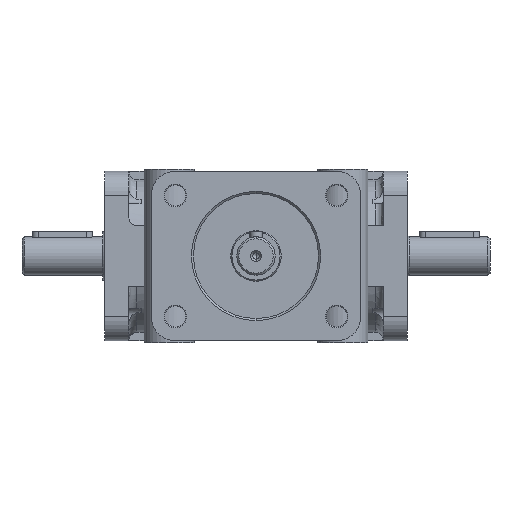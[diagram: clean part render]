
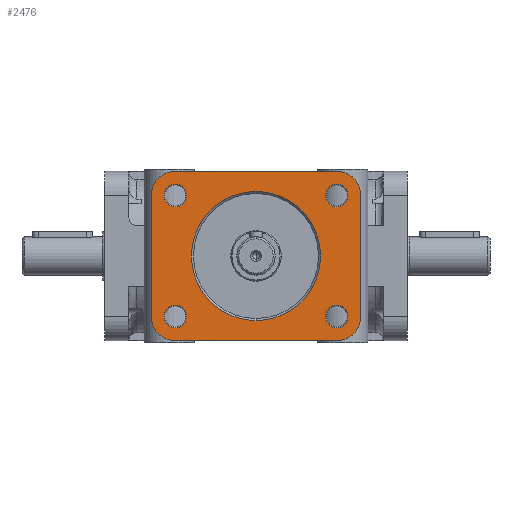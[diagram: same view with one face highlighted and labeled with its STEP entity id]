
A CAD part, front view. The second image highlights one B-rep face of the part: STEP entity #2476.
In plain terms, the highlighted planar face has unit normal (0, -1, 0).
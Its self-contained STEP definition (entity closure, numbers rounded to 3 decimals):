
#2476=ADVANCED_FACE('',(#5426,#5427,#5428,#5429,#5430,#5431),#5432,.T.);
#5426=FACE_OUTER_BOUND('',#9075,.T.);
#5427=FACE_BOUND('',#9076,.T.);
#5428=FACE_BOUND('',#9077,.T.);
#5429=FACE_BOUND('',#9078,.T.);
#5430=FACE_BOUND('',#9079,.T.);
#5431=FACE_BOUND('',#9080,.T.);
#5432=PLANE('',#9081);
#9075=EDGE_LOOP('',(#20291,#20292,#20293,#20294,#20295,#20296,#20297,#20298));
#9076=EDGE_LOOP('',(#20299,#20300));
#9077=EDGE_LOOP('',(#20301,#20302));
#9078=EDGE_LOOP('',(#20303,#20304));
#9079=EDGE_LOOP('',(#20305,#20306));
#9080=EDGE_LOOP('',(#20307,#20308));
#9081=AXIS2_PLACEMENT_3D('',#20309,#20310,#20311);
#20291=ORIENTED_EDGE('',*,*,#30100,.T.);
#20292=ORIENTED_EDGE('',*,*,#28444,.T.);
#20293=ORIENTED_EDGE('',*,*,#30101,.T.);
#20294=ORIENTED_EDGE('',*,*,#30102,.T.);
#20295=ORIENTED_EDGE('',*,*,#29699,.T.);
#20296=ORIENTED_EDGE('',*,*,#28570,.T.);
#20297=ORIENTED_EDGE('',*,*,#27137,.T.);
#20298=ORIENTED_EDGE('',*,*,#28563,.T.);
#20299=ORIENTED_EDGE('',*,*,#29149,.T.);
#20300=ORIENTED_EDGE('',*,*,#29111,.T.);
#20301=ORIENTED_EDGE('',*,*,#30103,.T.);
#20302=ORIENTED_EDGE('',*,*,#26859,.T.);
#20303=ORIENTED_EDGE('',*,*,#29016,.T.);
#20304=ORIENTED_EDGE('',*,*,#29229,.T.);
#20305=ORIENTED_EDGE('',*,*,#29168,.T.);
#20306=ORIENTED_EDGE('',*,*,#30104,.T.);
#20307=ORIENTED_EDGE('',*,*,#30105,.T.);
#20308=ORIENTED_EDGE('',*,*,#30106,.T.);
#20309=CARTESIAN_POINT('',(-40.0,-140.0,-30.0));
#20310=DIRECTION('',(0.0,-1.0,0.0));
#20311=DIRECTION('',(0.0,0.0,-1.0));
#26859=EDGE_CURVE('',#31025,#31022,#31026,.F.);
#27137=EDGE_CURVE('',#31548,#31546,#31549,.T.);
#28444=EDGE_CURVE('',#33756,#33754,#33757,.T.);
#28563=EDGE_CURVE('',#31546,#33942,#33944,.T.);
#28570=EDGE_CURVE('',#33955,#31548,#33956,.T.);
#29016=EDGE_CURVE('',#34618,#34621,#34623,.F.);
#29111=EDGE_CURVE('',#34762,#34760,#34763,.F.);
#29149=EDGE_CURVE('',#34760,#34762,#34814,.F.);
#29168=EDGE_CURVE('',#34836,#34838,#34840,.F.);
#29229=EDGE_CURVE('',#34621,#34618,#34926,.F.);
#29699=EDGE_CURVE('',#35595,#33955,#35596,.T.);
#30100=EDGE_CURVE('',#33942,#33756,#36137,.T.);
#30101=EDGE_CURVE('',#33754,#36138,#36139,.T.);
#30102=EDGE_CURVE('',#36138,#35595,#36140,.T.);
#30103=EDGE_CURVE('',#31022,#31025,#36141,.F.);
#30104=EDGE_CURVE('',#34838,#34836,#36142,.F.);
#30105=EDGE_CURVE('',#36143,#36144,#36145,.F.);
#30106=EDGE_CURVE('',#36144,#36143,#36146,.F.);
#31022=VERTEX_POINT('',#37292);
#31025=VERTEX_POINT('',#37296);
#31026=CIRCLE('',#37297,5.55);
#31546=VERTEX_POINT('',#39263);
#31548=VERTEX_POINT('',#39266);
#31549=LINE('',#39267,#39268);
#33754=VERTEX_POINT('',#47522);
#33756=VERTEX_POINT('',#47525);
#33757=CIRCLE('',#47526,12.0);
#33942=VERTEX_POINT('',#48082);
#33944=CIRCLE('',#48085,12.0);
#33955=VERTEX_POINT('',#48100);
#33956=CIRCLE('',#48101,12.0);
#34618=VERTEX_POINT('',#50440);
#34621=VERTEX_POINT('',#50444);
#34623=CIRCLE('',#50447,5.55);
#34760=VERTEX_POINT('',#50802);
#34762=VERTEX_POINT('',#50805);
#34763=CIRCLE('',#50806,32.0);
#34814=CIRCLE('',#50941,32.0);
#34836=VERTEX_POINT('',#51005);
#34838=VERTEX_POINT('',#51008);
#34840=CIRCLE('',#51011,5.55);
#34926=CIRCLE('',#51554,5.55);
#35595=VERTEX_POINT('',#53690);
#35596=LINE('',#53691,#53692);
#36137=LINE('',#56592,#56593);
#36138=VERTEX_POINT('',#56594);
#36139=LINE('',#56595,#56596);
#36140=CIRCLE('',#56597,12.0);
#36141=CIRCLE('',#56598,5.55);
#36142=CIRCLE('',#56599,5.55);
#36143=VERTEX_POINT('',#56600);
#36144=VERTEX_POINT('',#56601);
#36145=CIRCLE('',#56602,5.55);
#36146=CIRCLE('',#56603,5.55);
#37292=CARTESIAN_POINT('',(-40.0,-140.0,24.45));
#37296=CARTESIAN_POINT('',(-40.0,-140.0,35.55));
#37297=AXIS2_PLACEMENT_3D('',#60298,#60299,#60300);
#39263=CARTESIAN_POINT('',(-40.0,-140.0,42.0));
#39266=CARTESIAN_POINT('',(40.0,-140.0,42.0));
#39267=CARTESIAN_POINT('',(40.0,-140.0,42.0));
#39268=VECTOR('',#60521,1000.0);
#47522=CARTESIAN_POINT('',(-40.0,-140.0,-42.0));
#47525=CARTESIAN_POINT('',(-52.0,-140.0,-30.0));
#47526=AXIS2_PLACEMENT_3D('',#61456,#61457,#61458);
#48082=CARTESIAN_POINT('',(-52.0,-140.0,30.0));
#48085=AXIS2_PLACEMENT_3D('',#61552,#61553,#61554);
#48100=CARTESIAN_POINT('',(52.0,-140.0,30.0));
#48101=AXIS2_PLACEMENT_3D('',#61559,#61560,#61561);
#50440=CARTESIAN_POINT('',(40.0,-140.0,24.45));
#50444=CARTESIAN_POINT('',(40.0,-140.0,35.55));
#50447=AXIS2_PLACEMENT_3D('',#61946,#61947,#61948);
#50802=CARTESIAN_POINT('',(0.0,-140.0,-32.0));
#50805=CARTESIAN_POINT('',(0.,-140.0,32.0));
#50806=AXIS2_PLACEMENT_3D('',#62021,#62022,#62023);
#50941=AXIS2_PLACEMENT_3D('',#62055,#62056,#62057);
#51005=CARTESIAN_POINT('',(40.0,-140.0,-35.55));
#51008=CARTESIAN_POINT('',(40.0,-140.0,-24.45));
#51011=AXIS2_PLACEMENT_3D('',#62067,#62068,#62069);
#51554=AXIS2_PLACEMENT_3D('',#62114,#62115,#62116);
#53690=CARTESIAN_POINT('',(52.0,-140.0,-30.0));
#53691=CARTESIAN_POINT('',(52.0,-140.0,-30.0));
#53692=VECTOR('',#62479,1000.0);
#56592=CARTESIAN_POINT('',(-52.0,-140.0,30.0));
#56593=VECTOR('',#62747,1000.0);
#56594=CARTESIAN_POINT('',(40.0,-140.0,-42.0));
#56595=CARTESIAN_POINT('',(-40.0,-140.0,-42.0));
#56596=VECTOR('',#62748,1000.0);
#56597=AXIS2_PLACEMENT_3D('',#62749,#62750,#62751);
#56598=AXIS2_PLACEMENT_3D('',#62752,#62753,#62754);
#56599=AXIS2_PLACEMENT_3D('',#62755,#62756,#62757);
#56600=CARTESIAN_POINT('',(-40.0,-140.0,-35.55));
#56601=CARTESIAN_POINT('',(-40.0,-140.0,-24.45));
#56602=AXIS2_PLACEMENT_3D('',#62758,#62759,#62760);
#56603=AXIS2_PLACEMENT_3D('',#62761,#62762,#62763);
#60298=CARTESIAN_POINT('',(-40.0,-140.0,30.0));
#60299=DIRECTION('',(0.0,-1.0,0.0));
#60300=DIRECTION('',(0.0,0.0,-1.0));
#60521=DIRECTION('',(-1.0,0.0,0.0));
#61456=CARTESIAN_POINT('',(-40.0,-140.0,-30.0));
#61457=DIRECTION('',(0.0,-1.0,0.0));
#61458=DIRECTION('',(1.0,0.0,0.0));
#61552=CARTESIAN_POINT('',(-40.0,-140.0,30.0));
#61553=DIRECTION('',(0.0,-1.0,0.0));
#61554=DIRECTION('',(1.0,0.0,0.0));
#61559=CARTESIAN_POINT('',(40.0,-140.0,30.0));
#61560=DIRECTION('',(0.0,-1.0,0.0));
#61561=DIRECTION('',(1.0,0.0,0.0));
#61946=CARTESIAN_POINT('',(40.0,-140.0,30.0));
#61947=DIRECTION('',(0.0,-1.0,0.0));
#61948=DIRECTION('',(0.0,0.0,-1.0));
#62021=CARTESIAN_POINT('',(0.0,-140.0,0.0));
#62022=DIRECTION('',(0.0,-1.0,0.0));
#62023=DIRECTION('',(0.0,0.0,-1.0));
#62055=CARTESIAN_POINT('',(0.0,-140.0,0.0));
#62056=DIRECTION('',(0.0,-1.0,0.0));
#62057=DIRECTION('',(0.0,0.0,-1.0));
#62067=CARTESIAN_POINT('',(40.0,-140.0,-30.0));
#62068=DIRECTION('',(0.0,-1.0,0.0));
#62069=DIRECTION('',(0.0,0.0,-1.0));
#62114=CARTESIAN_POINT('',(40.0,-140.0,30.0));
#62115=DIRECTION('',(0.0,-1.0,0.0));
#62116=DIRECTION('',(0.0,0.0,-1.0));
#62479=DIRECTION('',(0.0,0.0,1.0));
#62747=DIRECTION('',(0.0,0.0,-1.0));
#62748=DIRECTION('',(1.0,0.0,0.0));
#62749=CARTESIAN_POINT('',(40.0,-140.0,-30.0));
#62750=DIRECTION('',(0.0,-1.0,0.0));
#62751=DIRECTION('',(-1.0,0.0,0.0));
#62752=CARTESIAN_POINT('',(-40.0,-140.0,30.0));
#62753=DIRECTION('',(0.0,-1.0,0.0));
#62754=DIRECTION('',(0.0,0.0,-1.0));
#62755=CARTESIAN_POINT('',(40.0,-140.0,-30.0));
#62756=DIRECTION('',(0.0,-1.0,0.0));
#62757=DIRECTION('',(0.0,0.0,-1.0));
#62758=CARTESIAN_POINT('',(-40.0,-140.0,-30.0));
#62759=DIRECTION('',(0.0,-1.0,0.0));
#62760=DIRECTION('',(0.0,0.0,-1.0));
#62761=CARTESIAN_POINT('',(-40.0,-140.0,-30.0));
#62762=DIRECTION('',(0.0,-1.0,0.0));
#62763=DIRECTION('',(0.0,0.0,-1.0));
